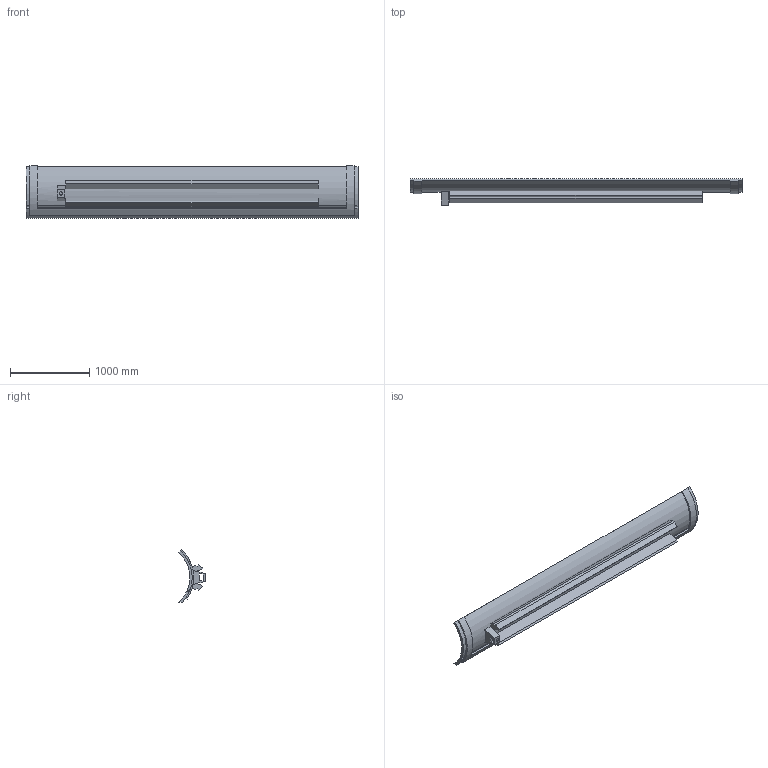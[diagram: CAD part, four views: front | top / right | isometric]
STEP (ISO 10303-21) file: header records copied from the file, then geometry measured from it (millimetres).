
FILE_DESCRIPTION(/* description */ ('','CAx-IF Rec.Pracs.---Representation and Presentation of Product Manufacturing Information (PMI)---4.0---2014-10-13'),/* implementation_level */ '2;1');
FILE_NAME(/* name */ 'Blade.step',/* time_stamp */ '2024-12-19T16:30:18-05:00',/* author */ (''),/* organization */ (''),/* preprocessor_version */ 'ST-DEVELOPER v20',/* originating_system */ 'Autodesk Translation Framework v13.20.0.188',/* authorisation */ '');
FILE_SCHEMA (('AP242_MANAGED_MODEL_BASED_3D_ENGINEERING_MIM_LF { 1 0 10303 442 1 1 4 }'));
Length unit declared in the file: millimetre
Products named in the file (1): Schiebevorrichtung_Schiebeschild
Bounding box: 4200 x 335.8 x 668.83 mm (x, y, z)
Volume: 157959821.8 mm3; surface area: 9159921.5 mm2
Topology: 2 solids, 2 shells, 51 faces, 133 edges, 87 vertices
Faces by surface type: plane 37, cylinder 14
Full cylindrical faces by diameter (mm): 40 x2
Entity records: 1616 total; most frequent: DIRECTION 275, CARTESIAN_POINT 272, ORIENTED_EDGE 266, EDGE_CURVE 133, LINE 95, VECTOR 95, AXIS2_PLACEMENT_3D 90, VERTEX_POINT 87
